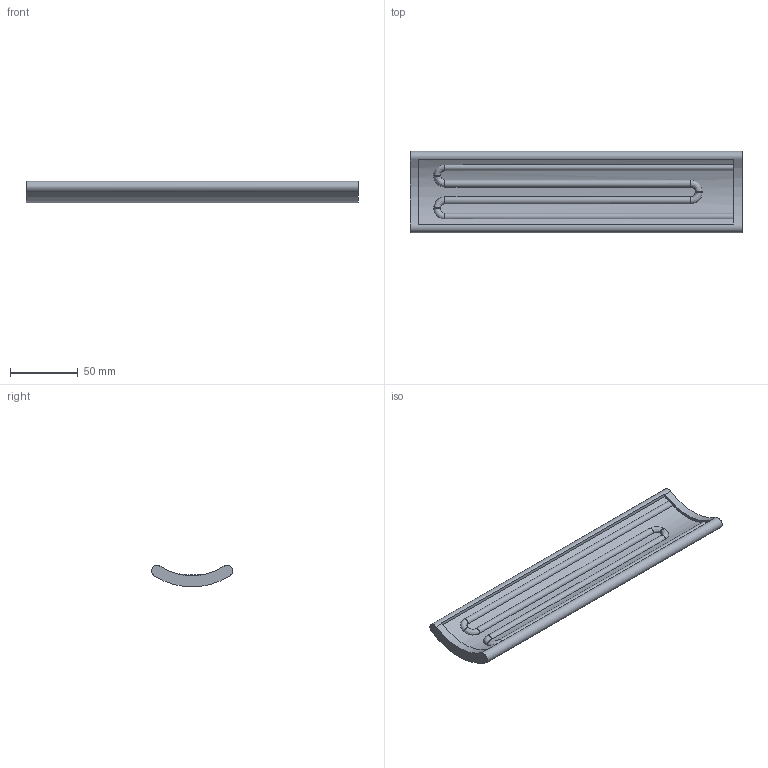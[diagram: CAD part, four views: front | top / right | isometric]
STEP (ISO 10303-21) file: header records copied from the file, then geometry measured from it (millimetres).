
FILE_DESCRIPTION (( 'STEP AP214' ), '1' );
FILE_NAME ('CeramicHeatingElementRough.STEP', '2023-11-30T22:23:19', ( '' ), ( '' ), 'SwSTEP 2.0', 'SolidWorks 2023', '' );
FILE_SCHEMA (( 'AUTOMOTIVE_DESIGN' ));
Length unit declared in the file: millimetre
Products named in the file (1): CeramicHeatingElementRough
Bounding box: 245 x 59.99 x 15.82 mm (x, y, z)
Volume: 106191.8 mm3; surface area: 51068.9 mm2
Topology: 1 solids, 2 shells, 38 faces, 118 edges, 84 vertices
Faces by surface type: bspline 16, cylinder 9, torus 7, plane 6
Entity records: 3535 total; most frequent: CARTESIAN_POINT 2614, ORIENTED_EDGE 236, EDGE_CURVE 118, DIRECTION 115, VERTEX_POINT 84, B_SPLINE_CURVE_WITH_KNOTS 72, AXIS2_PLACEMENT_3D 46, EDGE_LOOP 38
